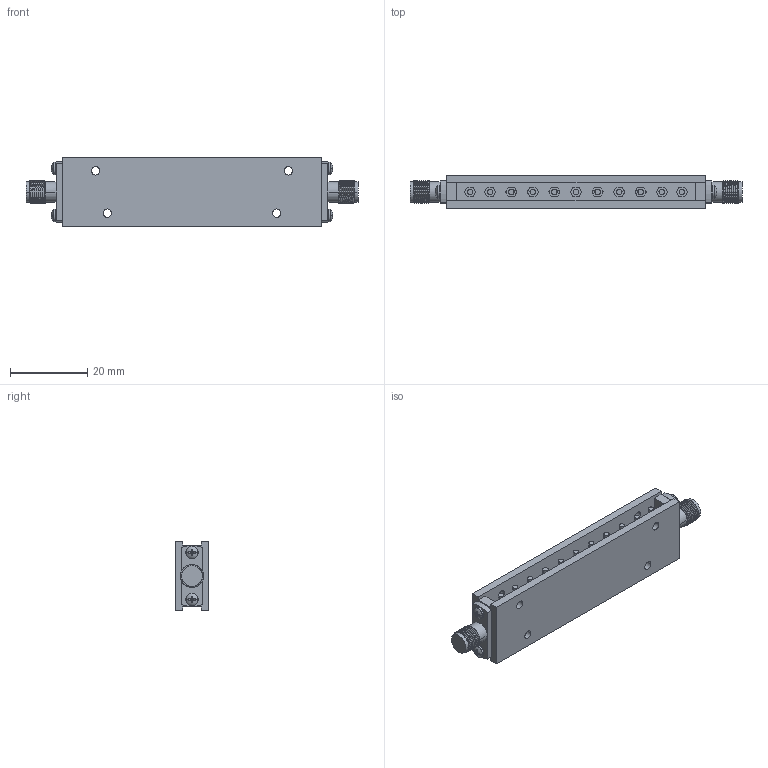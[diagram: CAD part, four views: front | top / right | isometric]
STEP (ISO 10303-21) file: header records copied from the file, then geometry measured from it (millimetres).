
FILE_DESCRIPTION (( 'STEP AP214' ), '1' );
FILE_NAME ('CF-BA-X3.STEP', '2025-10-09T17:36:31', ( '' ), ( '' ), 'SwSTEP 2.0', 'SolidWorks 2021', '' );
FILE_SCHEMA (( 'AUTOMOTIVE_DESIGN' ));
Length unit declared in the file: inch
Products named in the file (1): CF-BA-X3
Bounding box: 86.2 x 8.7 x 18 mm (x, y, z)
Volume: 8272.1 mm3; surface area: 6893.5 mm2
Topology: 5 solids, 28 shells, 791 faces, 1958 edges, 1256 vertices
Faces by surface type: plane 303, cone 248, cylinder 188, bspline 28, torus 16, sphere 8
Entity records: 37850 total; most frequent: CARTESIAN_POINT 9196, ORIENTED_EDGE 3916, DIRECTION 3750, EDGE_CURVE 1958, AXIS2_PLACEMENT_3D 1428, VERTEX_POINT 1256, EDGE_LOOP 902, VECTOR 894
